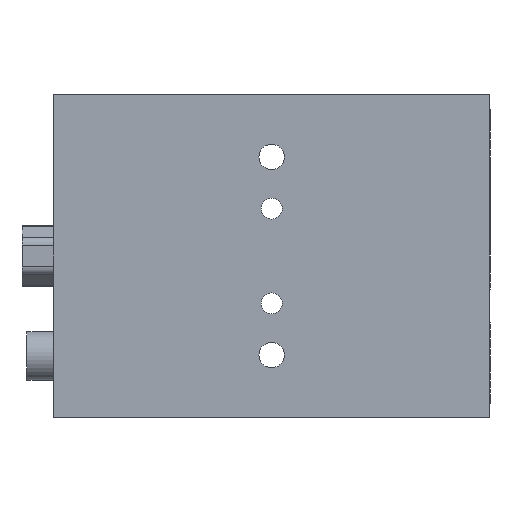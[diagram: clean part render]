
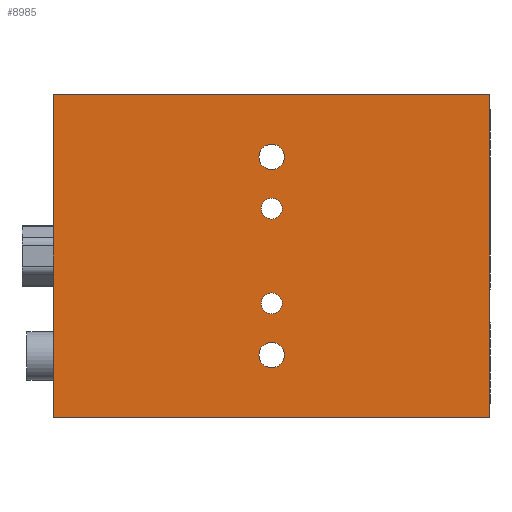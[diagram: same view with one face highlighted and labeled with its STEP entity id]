
A CAD part, front view. The second image highlights one B-rep face of the part: STEP entity #8985.
In plain terms, the highlighted planar face has unit normal (0, -1, 0).
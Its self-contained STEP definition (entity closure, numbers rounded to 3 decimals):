
#90 = LINE ( 'NONE', #10717, #3811 ) ;
#118 = VERTEX_POINT ( 'NONE', #8576 ) ;
#192 = LINE ( 'NONE', #16164, #2940 ) ;
#444 = VERTEX_POINT ( 'NONE', #19159 ) ;
#452 = CARTESIAN_POINT ( 'NONE',  ( 0., 0., 2.27 ) ) ;
#512 = EDGE_LOOP ( 'NONE', ( #1566, #4647, #17316, #11818 ) ) ;
#513 = VERTEX_POINT ( 'NONE', #8269 ) ;
#576 = CIRCLE ( 'NONE', #4544, 1.5 ) ;
#591 = CARTESIAN_POINT ( 'NONE',  ( 0., 0., 8.1 ) ) ;
#1066 = VECTOR ( 'NONE', #2270, 1000. ) ;
#1112 = EDGE_CURVE ( 'NONE', #6965, #4141, #7817, .T. ) ;
#1317 = DIRECTION ( 'NONE',  ( 0., 0., 1. ) ) ;
#1335 = DIRECTION ( 'NONE',  ( 0., 1., 0. ) ) ;
#1431 = VERTEX_POINT ( 'NONE', #591 ) ;
#1566 = ORIENTED_EDGE ( 'NONE', *, *, #13579, .F. ) ;
#1583 = AXIS2_PLACEMENT_3D ( 'NONE', #13096, #17967, #2022 ) ;
#1621 = CARTESIAN_POINT ( 'NONE',  ( 25.75, 0., 31.45 ) ) ;
#1695 = ORIENTED_EDGE ( 'NONE', *, *, #6750, .T. ) ;
#1865 = ORIENTED_EDGE ( 'NONE', *, *, #14278, .T. ) ;
#2022 = DIRECTION ( 'NONE',  ( 0., 0., 1. ) ) ;
#2194 = CARTESIAN_POINT ( 'NONE',  ( 0., 0., 18.04 ) ) ;
#2270 = DIRECTION ( 'NONE',  ( 1., 0., 0. ) ) ;
#2887 = DIRECTION ( 'NONE',  ( 0., 0., 1. ) ) ;
#2940 = VECTOR ( 'NONE', #16579, 1000. ) ;
#3579 = DIRECTION ( 'NONE',  ( 0., 1., 0. ) ) ;
#3803 = ORIENTED_EDGE ( 'NONE', *, *, #9830, .T. ) ;
#3811 = VECTOR ( 'NONE', #20307, 1000. ) ;
#3875 = CIRCLE ( 'NONE', #1583, 1.24 ) ;
#3943 = EDGE_LOOP ( 'NONE', ( #18531, #6793 ) ) ;
#4141 = VERTEX_POINT ( 'NONE', #1621 ) ;
#4302 = LINE ( 'NONE', #7070, #1066 ) ;
#4523 = DIRECTION ( 'NONE',  ( 0., 1., 0. ) ) ;
#4544 = AXIS2_PLACEMENT_3D ( 'NONE', #12425, #15366, #12208 ) ;
#4647 = ORIENTED_EDGE ( 'NONE', *, *, #1112, .F. ) ;
#4783 = EDGE_CURVE ( 'NONE', #12153, #4907, #8699, .T. ) ;
#4907 = VERTEX_POINT ( 'NONE', #18087 ) ;
#5058 = CARTESIAN_POINT ( 'NONE',  ( 25.75, 0., -6.55 ) ) ;
#5223 = ORIENTED_EDGE ( 'NONE', *, *, #17092, .T. ) ;
#5393 = VERTEX_POINT ( 'NONE', #9032 ) ;
#5519 = EDGE_LOOP ( 'NONE', ( #5223, #18091 ) ) ;
#5817 = AXIS2_PLACEMENT_3D ( 'NONE', #20550, #9514, #2887 ) ;
#6258 = DIRECTION ( 'NONE',  ( 0., 1., 0. ) ) ;
#6328 = DIRECTION ( 'NONE',  ( 1., 0., 0. ) ) ;
#6750 = EDGE_CURVE ( 'NONE', #5393, #1431, #3875, .T. ) ;
#6793 = ORIENTED_EDGE ( 'NONE', *, *, #4783, .T. ) ;
#6880 = PLANE ( 'NONE',  #10976 ) ;
#6965 = VERTEX_POINT ( 'NONE', #8950 ) ;
#7070 = CARTESIAN_POINT ( 'NONE',  ( 0., 0., -6.55 ) ) ;
#7574 = EDGE_LOOP ( 'NONE', ( #1865, #1695 ) ) ;
#7644 = CARTESIAN_POINT ( 'NONE',  ( 0., 0., 24.13 ) ) ;
#7733 = DIRECTION ( 'NONE',  ( 0., 0., 1. ) ) ;
#7817 = LINE ( 'NONE', #17591, #13645 ) ;
#8269 = CARTESIAN_POINT ( 'NONE',  ( 0., 0., -0.73 ) ) ;
#8297 = CIRCLE ( 'NONE', #11934, 1.24 ) ;
#8329 = DIRECTION ( 'NONE',  ( 0., 0., 1. ) ) ;
#8392 = DIRECTION ( 'NONE',  ( 0., 0., 1. ) ) ;
#8541 = FACE_BOUND ( 'NONE', #5519, .T. ) ;
#8576 = CARTESIAN_POINT ( 'NONE',  ( 0., 0., 19.28 ) ) ;
#8633 = VERTEX_POINT ( 'NONE', #452 ) ;
#8699 = CIRCLE ( 'NONE', #5817, 1.5 ) ;
#8790 = EDGE_CURVE ( 'NONE', #14489, #18057, #4302, .T. ) ;
#8950 = CARTESIAN_POINT ( 'NONE',  ( -25.75, 0., 31.45 ) ) ;
#8985 = ADVANCED_FACE ( 'NONE', ( #11071, #12834, #11566, #8541, #16339 ), #6880, .F. ) ;
#9032 = CARTESIAN_POINT ( 'NONE',  ( 0., 0., 5.62 ) ) ;
#9100 = EDGE_CURVE ( 'NONE', #513, #8633, #576, .T. ) ;
#9199 = EDGE_CURVE ( 'NONE', #6965, #14489, #90, .T. ) ;
#9514 = DIRECTION ( 'NONE',  ( 0., 1., 0. ) ) ;
#9599 = EDGE_LOOP ( 'NONE', ( #16621, #3803 ) ) ;
#9830 = EDGE_CURVE ( 'NONE', #444, #118, #8297, .T. ) ;
#9933 = CARTESIAN_POINT ( 'NONE',  ( 0., 0., 22.63 ) ) ;
#10178 = CARTESIAN_POINT ( 'NONE',  ( -25.75, 0., -6.55 ) ) ;
#10717 = CARTESIAN_POINT ( 'NONE',  ( -25.75, 0., 0. ) ) ;
#10976 = AXIS2_PLACEMENT_3D ( 'NONE', #18149, #3579, #8329 ) ;
#11033 = AXIS2_PLACEMENT_3D ( 'NONE', #18017, #14816, #17745 ) ;
#11071 = FACE_BOUND ( 'NONE', #9599, .T. ) ;
#11171 = CIRCLE ( 'NONE', #11033, 1.24 ) ;
#11566 = FACE_BOUND ( 'NONE', #3943, .T. ) ;
#11818 = ORIENTED_EDGE ( 'NONE', *, *, #8790, .T. ) ;
#11934 = AXIS2_PLACEMENT_3D ( 'NONE', #2194, #13334, #8392 ) ;
#12153 = VERTEX_POINT ( 'NONE', #9933 ) ;
#12208 = DIRECTION ( 'NONE',  ( 0., 0., 1. ) ) ;
#12425 = CARTESIAN_POINT ( 'NONE',  ( 0., 0., 0.77 ) ) ;
#12834 = FACE_BOUND ( 'NONE', #7574, .T. ) ;
#13096 = CARTESIAN_POINT ( 'NONE',  ( 0., 0., 6.86 ) ) ;
#13334 = DIRECTION ( 'NONE',  ( 0., 1., 0. ) ) ;
#13579 = EDGE_CURVE ( 'NONE', #4141, #18057, #192, .T. ) ;
#13645 = VECTOR ( 'NONE', #6328, 1000. ) ;
#14143 = CARTESIAN_POINT ( 'NONE',  ( 0., 0., 0.77 ) ) ;
#14197 = AXIS2_PLACEMENT_3D ( 'NONE', #14143, #1335, #7733 ) ;
#14278 = EDGE_CURVE ( 'NONE', #1431, #5393, #11171, .T. ) ;
#14489 = VERTEX_POINT ( 'NONE', #10178 ) ;
#14761 = EDGE_CURVE ( 'NONE', #4907, #12153, #20639, .T. ) ;
#14816 = DIRECTION ( 'NONE',  ( 0., 1., 0. ) ) ;
#15366 = DIRECTION ( 'NONE',  ( 0., 1., 0. ) ) ;
#15730 = CIRCLE ( 'NONE', #19580, 1.24 ) ;
#16164 = CARTESIAN_POINT ( 'NONE',  ( 25.75, 0., 0. ) ) ;
#16339 = FACE_OUTER_BOUND ( 'NONE', #512, .T. ) ;
#16579 = DIRECTION ( 'NONE',  ( 0., 0., -1. ) ) ;
#16621 = ORIENTED_EDGE ( 'NONE', *, *, #19007, .T. ) ;
#17092 = EDGE_CURVE ( 'NONE', #8633, #513, #19016, .T. ) ;
#17181 = CARTESIAN_POINT ( 'NONE',  ( 0., 0., 18.04 ) ) ;
#17236 = AXIS2_PLACEMENT_3D ( 'NONE', #7644, #6258, #1317 ) ;
#17316 = ORIENTED_EDGE ( 'NONE', *, *, #9199, .T. ) ;
#17591 = CARTESIAN_POINT ( 'NONE',  ( 0., 0., 31.45 ) ) ;
#17745 = DIRECTION ( 'NONE',  ( 0., 0., 1. ) ) ;
#17967 = DIRECTION ( 'NONE',  ( 0., 1., 0. ) ) ;
#18017 = CARTESIAN_POINT ( 'NONE',  ( 0., 0., 6.86 ) ) ;
#18057 = VERTEX_POINT ( 'NONE', #5058 ) ;
#18087 = CARTESIAN_POINT ( 'NONE',  ( 0., 0., 25.63 ) ) ;
#18091 = ORIENTED_EDGE ( 'NONE', *, *, #9100, .T. ) ;
#18149 = CARTESIAN_POINT ( 'NONE',  ( 0., 0., 0. ) ) ;
#18531 = ORIENTED_EDGE ( 'NONE', *, *, #14761, .T. ) ;
#19007 = EDGE_CURVE ( 'NONE', #118, #444, #15730, .T. ) ;
#19016 = CIRCLE ( 'NONE', #14197, 1.5 ) ;
#19159 = CARTESIAN_POINT ( 'NONE',  ( 0., 0., 16.8 ) ) ;
#19580 = AXIS2_PLACEMENT_3D ( 'NONE', #17181, #4523, #20525 ) ;
#20307 = DIRECTION ( 'NONE',  ( 0., 0., -1. ) ) ;
#20525 = DIRECTION ( 'NONE',  ( 0., 0., 1. ) ) ;
#20550 = CARTESIAN_POINT ( 'NONE',  ( 0., 0., 24.13 ) ) ;
#20639 = CIRCLE ( 'NONE', #17236, 1.5 ) ;
